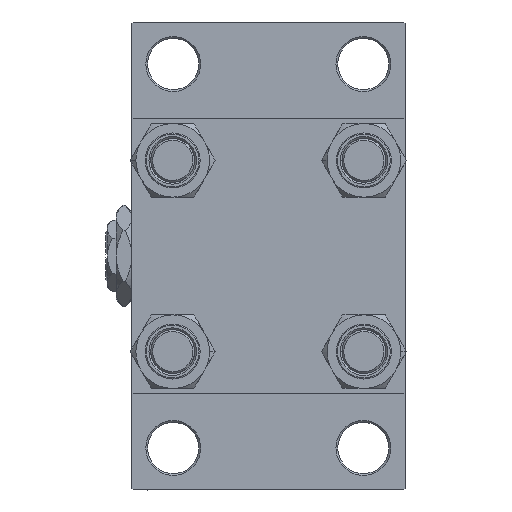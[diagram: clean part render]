
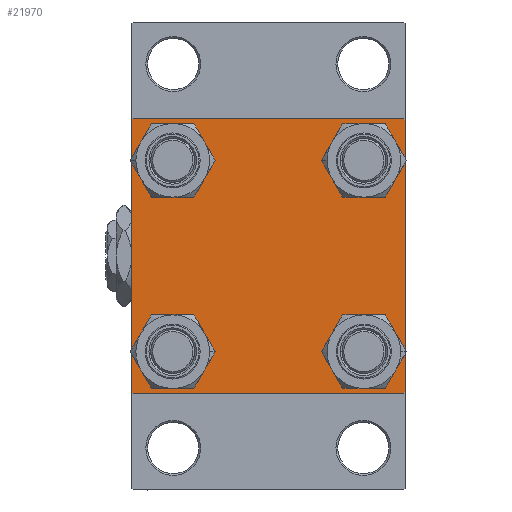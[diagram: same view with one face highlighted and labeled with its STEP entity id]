
A CAD part, left-side view. The second image highlights one B-rep face of the part: STEP entity #21970.
In plain terms, the highlighted planar face has unit normal (-1, 0, 0).
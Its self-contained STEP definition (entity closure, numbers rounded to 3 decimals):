
#286 = EDGE_CURVE ( 'NONE', #25241, #10385, #12032, .T. ) ;
#359 = DIRECTION ( 'NONE',  ( 1., 0., 0. ) ) ;
#873 = ORIENTED_EDGE ( 'NONE', *, *, #43881, .T. ) ;
#1639 = EDGE_CURVE ( 'NONE', #40007, #45257, #31495, .T. ) ;
#1868 = CARTESIAN_POINT ( 'NONE',  ( 0., -37.25, 37.25 ) ) ;
#1911 = DIRECTION ( 'NONE',  ( 0., 0., -1. ) ) ;
#1979 = VECTOR ( 'NONE', #30546, 1000. ) ;
#2125 = DIRECTION ( 'NONE',  ( 0., -0.707, -0.707 ) ) ;
#2533 = DIRECTION ( 'NONE',  ( -1., 0., 0. ) ) ;
#2550 = CIRCLE ( 'NONE', #28169, 6.5 ) ;
#2690 = ORIENTED_EDGE ( 'NONE', *, *, #48464, .T. ) ;
#3238 = ORIENTED_EDGE ( 'NONE', *, *, #1639, .T. ) ;
#3424 = AXIS2_PLACEMENT_3D ( 'NONE', #45392, #2533, #40631 ) ;
#3641 = VERTEX_POINT ( 'NONE', #49047 ) ;
#5218 = VERTEX_POINT ( 'NONE', #41048 ) ;
#5675 = VECTOR ( 'NONE', #20927, 1000. ) ;
#6052 = CARTESIAN_POINT ( 'NONE',  ( 0., 26.15, -19.65 ) ) ;
#6117 = EDGE_LOOP ( 'NONE', ( #43052, #18980 ) ) ;
#6427 = ORIENTED_EDGE ( 'NONE', *, *, #18141, .T. ) ;
#6638 = CIRCLE ( 'NONE', #13037, 6.5 ) ;
#7138 = DIRECTION ( 'NONE',  ( 0., -0.707, 0.707 ) ) ;
#7176 = DIRECTION ( 'NONE',  ( 0., 0., 1. ) ) ;
#7352 = VECTOR ( 'NONE', #20450, 1000. ) ;
#8778 = EDGE_CURVE ( 'NONE', #5218, #13772, #13144, .T. ) ;
#9344 = ORIENTED_EDGE ( 'NONE', *, *, #20438, .T. ) ;
#9397 = LINE ( 'NONE', #28947, #23424 ) ;
#9761 = CIRCLE ( 'NONE', #31368, 6.5 ) ;
#10385 = VERTEX_POINT ( 'NONE', #10775 ) ;
#10775 = CARTESIAN_POINT ( 'NONE',  ( 0., -26.15, -32.65 ) ) ;
#11182 = VERTEX_POINT ( 'NONE', #36860 ) ;
#11233 = VERTEX_POINT ( 'NONE', #6052 ) ;
#11709 = CARTESIAN_POINT ( 'NONE',  ( 0., 26.15, 32.65 ) ) ;
#12032 = CIRCLE ( 'NONE', #16040, 6.5 ) ;
#12698 = DIRECTION ( 'NONE',  ( 0., 0., 1. ) ) ;
#13037 = AXIS2_PLACEMENT_3D ( 'NONE', #30381, #22375, #41667 ) ;
#13144 = LINE ( 'NONE', #1868, #42279 ) ;
#13169 = ORIENTED_EDGE ( 'NONE', *, *, #20382, .T. ) ;
#13520 = CARTESIAN_POINT ( 'NONE',  ( 0., -26.15, 19.65 ) ) ;
#13772 = VERTEX_POINT ( 'NONE', #35885 ) ;
#15212 = DIRECTION ( 'NONE',  ( 0., 0., 1. ) ) ;
#15253 = CARTESIAN_POINT ( 'NONE',  ( 0., 37.5, 37.5 ) ) ;
#15646 = CARTESIAN_POINT ( 'NONE',  ( 0., -37.25, -37.25 ) ) ;
#15883 = CARTESIAN_POINT ( 'NONE',  ( 0., 37., -37.5 ) ) ;
#16040 = AXIS2_PLACEMENT_3D ( 'NONE', #41518, #38004, #7176 ) ;
#16436 = DIRECTION ( 'NONE',  ( 0., 0., 1. ) ) ;
#16722 = EDGE_LOOP ( 'NONE', ( #3238, #47953, #13169, #24870, #27645, #49146, #30685, #6427 ) ) ;
#17069 = AXIS2_PLACEMENT_3D ( 'NONE', #42773, #20448, #23730 ) ;
#17193 = VERTEX_POINT ( 'NONE', #11709 ) ;
#17272 = EDGE_CURVE ( 'NONE', #17193, #45789, #44022, .T. ) ;
#17433 = EDGE_LOOP ( 'NONE', ( #22948, #873 ) ) ;
#18141 = EDGE_CURVE ( 'NONE', #11182, #40007, #43004, .T. ) ;
#18980 = ORIENTED_EDGE ( 'NONE', *, *, #26993, .T. ) ;
#19533 = CARTESIAN_POINT ( 'NONE',  ( 0., -37.5, -37. ) ) ;
#19864 = CARTESIAN_POINT ( 'NONE',  ( 0., -26.15, -19.65 ) ) ;
#20382 = EDGE_CURVE ( 'NONE', #39184, #36189, #37783, .T. ) ;
#20438 = EDGE_CURVE ( 'NONE', #45789, #17193, #38599, .T. ) ;
#20448 = DIRECTION ( 'NONE',  ( 1., 0., 0. ) ) ;
#20450 = DIRECTION ( 'NONE',  ( 0., -1., 0. ) ) ;
#20702 = CARTESIAN_POINT ( 'NONE',  ( 0., 37.5, 37.5 ) ) ;
#20905 = CARTESIAN_POINT ( 'NONE',  ( 0., -37.5, 37.5 ) ) ;
#20927 = DIRECTION ( 'NONE',  ( 0., 0.707, -0.707 ) ) ;
#21580 = FACE_BOUND ( 'NONE', #6117, .T. ) ;
#21850 = VECTOR ( 'NONE', #7138, 1000. ) ;
#21970 = ADVANCED_FACE ( 'NONE', ( #21580, #30102, #41136, #33596, #25840 ), #48903, .T. ) ;
#22375 = DIRECTION ( 'NONE',  ( 1., 0., 0. ) ) ;
#22412 = AXIS2_PLACEMENT_3D ( 'NONE', #42787, #42045, #15212 ) ;
#22948 = ORIENTED_EDGE ( 'NONE', *, *, #286, .T. ) ;
#23261 = EDGE_CURVE ( 'NONE', #39299, #29339, #2550, .T. ) ;
#23424 = VECTOR ( 'NONE', #2125, 1000. ) ;
#23730 = DIRECTION ( 'NONE',  ( 0., 0., 1. ) ) ;
#24290 = EDGE_CURVE ( 'NONE', #5218, #43330, #40697, .T. ) ;
#24311 = DIRECTION ( 'NONE',  ( 1., 0., 0. ) ) ;
#24797 = CARTESIAN_POINT ( 'NONE',  ( 0., 26.15, -26.15 ) ) ;
#24870 = ORIENTED_EDGE ( 'NONE', *, *, #43514, .T. ) ;
#25241 = VERTEX_POINT ( 'NONE', #19864 ) ;
#25840 = FACE_OUTER_BOUND ( 'NONE', #16722, .T. ) ;
#26362 = CARTESIAN_POINT ( 'NONE',  ( 0., -37., -37.5 ) ) ;
#26684 = LINE ( 'NONE', #15646, #21850 ) ;
#26688 = CARTESIAN_POINT ( 'NONE',  ( 0., -26.15, 26.15 ) ) ;
#26993 = EDGE_CURVE ( 'NONE', #29339, #39299, #39473, .T. ) ;
#27430 = DIRECTION ( 'NONE',  ( 0., 0., 1. ) ) ;
#27645 = ORIENTED_EDGE ( 'NONE', *, *, #24290, .F. ) ;
#28169 = AXIS2_PLACEMENT_3D ( 'NONE', #26688, #359, #27430 ) ;
#28947 = CARTESIAN_POINT ( 'NONE',  ( 0., 37.25, -37.25 ) ) ;
#29339 = VERTEX_POINT ( 'NONE', #13520 ) ;
#29424 = DIRECTION ( 'NONE',  ( 0., 0., -1. ) ) ;
#29678 = VECTOR ( 'NONE', #1911, 1000. ) ;
#30102 = FACE_BOUND ( 'NONE', #17433, .T. ) ;
#30273 = EDGE_CURVE ( 'NONE', #11182, #13772, #49607, .T. ) ;
#30381 = CARTESIAN_POINT ( 'NONE',  ( 0., -26.15, -26.15 ) ) ;
#30546 = DIRECTION ( 'NONE',  ( 0., -1., 0. ) ) ;
#30685 = ORIENTED_EDGE ( 'NONE', *, *, #30273, .F. ) ;
#31255 = CARTESIAN_POINT ( 'NONE',  ( 0., 26.15, -26.15 ) ) ;
#31368 = AXIS2_PLACEMENT_3D ( 'NONE', #24797, #24311, #43111 ) ;
#31495 = LINE ( 'NONE', #20702, #29678 ) ;
#31968 = CARTESIAN_POINT ( 'NONE',  ( 0., 26.15, 26.15 ) ) ;
#32963 = AXIS2_PLACEMENT_3D ( 'NONE', #31968, #42776, #16436 ) ;
#33596 = FACE_BOUND ( 'NONE', #47713, .T. ) ;
#35885 = CARTESIAN_POINT ( 'NONE',  ( 0., -37., 37.5 ) ) ;
#35957 = CARTESIAN_POINT ( 'NONE',  ( 0., 37.25, 37.25 ) ) ;
#36189 = VERTEX_POINT ( 'NONE', #26362 ) ;
#36429 = CARTESIAN_POINT ( 'NONE',  ( 0., 26.15, 19.65 ) ) ;
#36562 = CARTESIAN_POINT ( 'NONE',  ( 0., 37.5, 37. ) ) ;
#36860 = CARTESIAN_POINT ( 'NONE',  ( 0., 37., 37.5 ) ) ;
#37380 = DIRECTION ( 'NONE',  ( 0., 0.707, 0.707 ) ) ;
#37783 = LINE ( 'NONE', #39249, #7352 ) ;
#38004 = DIRECTION ( 'NONE',  ( 1., 0., 0. ) ) ;
#38393 = ORIENTED_EDGE ( 'NONE', *, *, #17272, .T. ) ;
#38599 = CIRCLE ( 'NONE', #32963, 6.5 ) ;
#39184 = VERTEX_POINT ( 'NONE', #15883 ) ;
#39249 = CARTESIAN_POINT ( 'NONE',  ( 0., 37.5, -37.5 ) ) ;
#39299 = VERTEX_POINT ( 'NONE', #47213 ) ;
#39473 = CIRCLE ( 'NONE', #17069, 6.5 ) ;
#40007 = VERTEX_POINT ( 'NONE', #36562 ) ;
#40198 = VECTOR ( 'NONE', #29424, 1000. ) ;
#40329 = CARTESIAN_POINT ( 'NONE',  ( 0., 37.5, -37. ) ) ;
#40631 = DIRECTION ( 'NONE',  ( 0., 0., 1. ) ) ;
#40697 = LINE ( 'NONE', #20905, #40198 ) ;
#41048 = CARTESIAN_POINT ( 'NONE',  ( 0., -37.5, 37. ) ) ;
#41136 = FACE_BOUND ( 'NONE', #47231, .T. ) ;
#41518 = CARTESIAN_POINT ( 'NONE',  ( 0., -26.15, -26.15 ) ) ;
#41667 = DIRECTION ( 'NONE',  ( 0., 0., 1. ) ) ;
#41948 = EDGE_CURVE ( 'NONE', #3641, #11233, #9761, .T. ) ;
#42045 = DIRECTION ( 'NONE',  ( 1., 0., 0. ) ) ;
#42279 = VECTOR ( 'NONE', #37380, 1000. ) ;
#42713 = EDGE_CURVE ( 'NONE', #45257, #39184, #9397, .T. ) ;
#42773 = CARTESIAN_POINT ( 'NONE',  ( 0., -26.15, 26.15 ) ) ;
#42776 = DIRECTION ( 'NONE',  ( 1., 0., 0. ) ) ;
#42787 = CARTESIAN_POINT ( 'NONE',  ( 0., 26.15, 26.15 ) ) ;
#43004 = LINE ( 'NONE', #35957, #5675 ) ;
#43042 = DIRECTION ( 'NONE',  ( 1., 0., 0. ) ) ;
#43052 = ORIENTED_EDGE ( 'NONE', *, *, #23261, .T. ) ;
#43111 = DIRECTION ( 'NONE',  ( 0., 0., 1. ) ) ;
#43330 = VERTEX_POINT ( 'NONE', #19533 ) ;
#43514 = EDGE_CURVE ( 'NONE', #36189, #43330, #26684, .T. ) ;
#43881 = EDGE_CURVE ( 'NONE', #10385, #25241, #6638, .T. ) ;
#44022 = CIRCLE ( 'NONE', #22412, 6.5 ) ;
#44436 = ORIENTED_EDGE ( 'NONE', *, *, #41948, .T. ) ;
#45256 = AXIS2_PLACEMENT_3D ( 'NONE', #31255, #43042, #12698 ) ;
#45257 = VERTEX_POINT ( 'NONE', #40329 ) ;
#45392 = CARTESIAN_POINT ( 'NONE',  ( 0., 0., 0. ) ) ;
#45789 = VERTEX_POINT ( 'NONE', #36429 ) ;
#46048 = CIRCLE ( 'NONE', #45256, 6.5 ) ;
#47213 = CARTESIAN_POINT ( 'NONE',  ( 0., -26.15, 32.65 ) ) ;
#47231 = EDGE_LOOP ( 'NONE', ( #2690, #44436 ) ) ;
#47713 = EDGE_LOOP ( 'NONE', ( #38393, #9344 ) ) ;
#47953 = ORIENTED_EDGE ( 'NONE', *, *, #42713, .T. ) ;
#48464 = EDGE_CURVE ( 'NONE', #11233, #3641, #46048, .T. ) ;
#48903 = PLANE ( 'NONE',  #3424 ) ;
#49047 = CARTESIAN_POINT ( 'NONE',  ( 0., 26.15, -32.65 ) ) ;
#49146 = ORIENTED_EDGE ( 'NONE', *, *, #8778, .T. ) ;
#49607 = LINE ( 'NONE', #15253, #1979 ) ;
